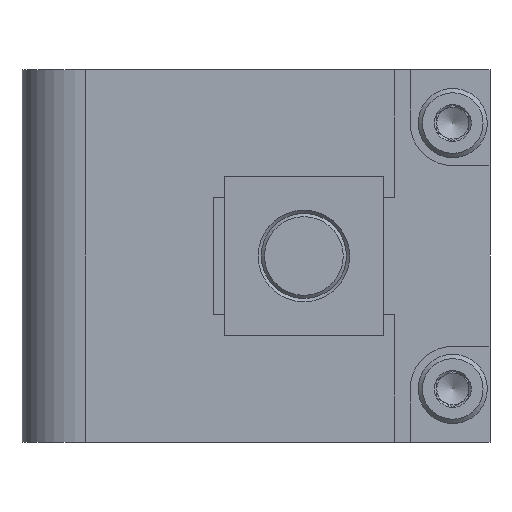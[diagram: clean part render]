
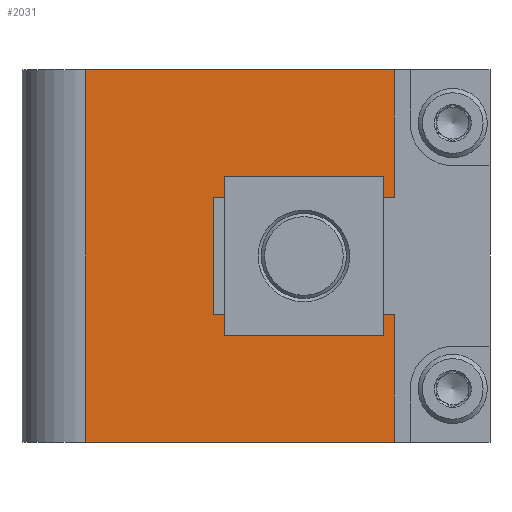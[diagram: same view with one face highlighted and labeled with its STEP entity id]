
A CAD part, left-side view. The second image highlights one B-rep face of the part: STEP entity #2031.
In plain terms, the highlighted planar face has unit normal (-1, 0, 0).
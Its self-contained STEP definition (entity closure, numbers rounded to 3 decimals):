
#253=ORIENTED_EDGE('',*,*,#803,.F.);
#254=ORIENTED_EDGE('',*,*,#804,.F.);
#255=ORIENTED_EDGE('',*,*,#805,.F.);
#256=ORIENTED_EDGE('',*,*,#806,.T.);
#257=ORIENTED_EDGE('',*,*,#807,.T.);
#258=ORIENTED_EDGE('',*,*,#808,.F.);
#259=ORIENTED_EDGE('',*,*,#809,.F.);
#260=ORIENTED_EDGE('',*,*,#810,.F.);
#803=EDGE_CURVE('',#1078,#1079,#1266,.T.);
#804=EDGE_CURVE('',#1080,#1078,#1267,.T.);
#805=EDGE_CURVE('',#1081,#1080,#1268,.T.);
#806=EDGE_CURVE('',#1081,#1082,#1269,.T.);
#807=EDGE_CURVE('',#1082,#1083,#1270,.T.);
#808=EDGE_CURVE('',#1084,#1083,#1271,.T.);
#809=EDGE_CURVE('',#1085,#1084,#1272,.T.);
#810=EDGE_CURVE('',#1079,#1085,#1273,.T.);
#1078=VERTEX_POINT('',#3065);
#1079=VERTEX_POINT('',#3066);
#1080=VERTEX_POINT('',#3068);
#1081=VERTEX_POINT('',#3070);
#1082=VERTEX_POINT('',#3072);
#1083=VERTEX_POINT('',#3074);
#1084=VERTEX_POINT('',#3076);
#1085=VERTEX_POINT('',#3078);
#1266=LINE('',#3064,#1430);
#1267=LINE('',#3067,#1431);
#1268=LINE('',#3069,#1432);
#1269=LINE('',#3071,#1433);
#1270=LINE('',#3073,#1434);
#1271=LINE('',#3075,#1435);
#1272=LINE('',#3077,#1436);
#1273=LINE('',#3079,#1437);
#1430=VECTOR('',#2450,1000.);
#1431=VECTOR('',#2451,1000.);
#1432=VECTOR('',#2452,1000.);
#1433=VECTOR('',#2453,1000.);
#1434=VECTOR('',#2454,1000.);
#1435=VECTOR('',#2455,1000.);
#1436=VECTOR('',#2456,1000.);
#1437=VECTOR('',#2457,1000.);
#1594=EDGE_LOOP('',(#253,#254,#255,#256,#257,#258,#259,#260));
#1774=FACE_BOUND('',#1594,.T.);
#1955=PLANE('',#2221);
#2031=ADVANCED_FACE('',(#1774),#1955,.F.);
#2221=AXIS2_PLACEMENT_3D('',#3063,#2448,#2449);
#2448=DIRECTION('',(1.,0.,0.));
#2449=DIRECTION('',(0.,0.,-1.));
#2450=DIRECTION('',(0.,1.,0.));
#2451=DIRECTION('',(0.,0.,-1.));
#2452=DIRECTION('',(0.,-1.,0.));
#2453=DIRECTION('',(0.,0.,-1.));
#2454=DIRECTION('',(0.,-1.,0.));
#2455=DIRECTION('',(0.,0.,-1.));
#2456=DIRECTION('',(0.,-1.,0.));
#2457=DIRECTION('',(0.,0.,-1.));
#3063=CARTESIAN_POINT('',(-61.,58.,35.));
#3064=CARTESIAN_POINT('',(-61.,58.,11.05));
#3065=CARTESIAN_POINT('',(-61.,0.,11.05));
#3066=CARTESIAN_POINT('',(-61.,34.,11.05));
#3067=CARTESIAN_POINT('',(-61.,0.,35.));
#3068=CARTESIAN_POINT('',(-61.,0.,35.));
#3069=CARTESIAN_POINT('',(-61.,58.,35.));
#3070=CARTESIAN_POINT('',(-61.,58.,35.));
#3071=CARTESIAN_POINT('',(-61.,58.,35.));
#3072=CARTESIAN_POINT('',(-61.,58.,-35.));
#3073=CARTESIAN_POINT('',(-61.,58.,-35.));
#3074=CARTESIAN_POINT('',(-61.,0.,-35.));
#3075=CARTESIAN_POINT('',(-61.,0.,35.));
#3076=CARTESIAN_POINT('',(-61.,0.,-11.05));
#3077=CARTESIAN_POINT('',(-61.,58.,-11.05));
#3078=CARTESIAN_POINT('',(-61.,34.,-11.05));
#3079=CARTESIAN_POINT('',(-61.,34.,35.));
